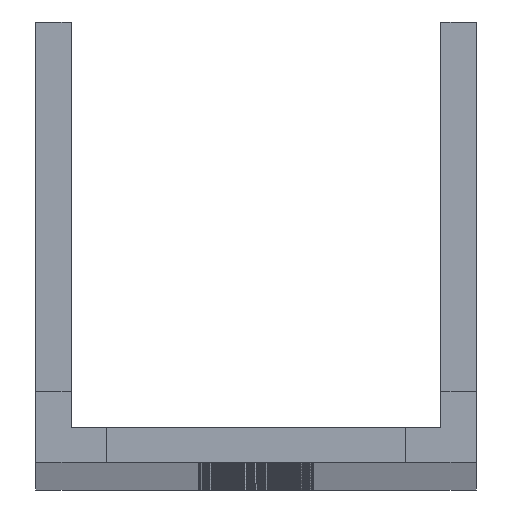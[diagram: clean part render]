
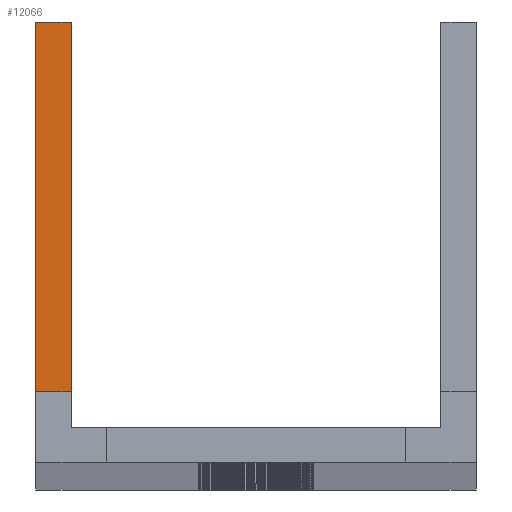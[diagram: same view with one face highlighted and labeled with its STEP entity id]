
A CAD part, top view. The second image highlights one B-rep face of the part: STEP entity #12066.
In plain terms, the highlighted planar face has unit normal (0, 0, 1).
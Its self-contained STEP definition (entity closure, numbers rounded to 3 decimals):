
#1461=FACE_OUTER_BOUND('',#2244,.T.);
#2244=EDGE_LOOP('',(#9902,#9903,#9904,#9905));
#2775=LINE('',#17838,#3903);
#2870=LINE('',#18207,#3998);
#2875=LINE('',#18216,#4003);
#3416=LINE('',#19658,#4544);
#3903=VECTOR('',#14225,10.);
#3998=VECTOR('',#14502,10.);
#4003=VECTOR('',#14509,10.);
#4544=VECTOR('',#16132,10.);
#5297=VERTEX_POINT('',#17835);
#5298=VERTEX_POINT('',#17837);
#5481=VERTEX_POINT('',#18205);
#5484=VERTEX_POINT('',#18214);
#6413=EDGE_CURVE('',#5298,#5297,#2775,.T.);
#6598=EDGE_CURVE('',#5297,#5481,#2870,.T.);
#6603=EDGE_CURVE('',#5481,#5484,#2875,.T.);
#7324=EDGE_CURVE('',#5484,#5298,#3416,.T.);
#9902=ORIENTED_EDGE('',*,*,#6598,.T.);
#9903=ORIENTED_EDGE('',*,*,#6603,.T.);
#9904=ORIENTED_EDGE('',*,*,#7324,.T.);
#9905=ORIENTED_EDGE('',*,*,#6413,.T.);
#11039=PLANE('',#13187);
#12066=ADVANCED_FACE('',(#1461),#11039,.T.);
#13187=AXIS2_PLACEMENT_3D('',#19657,#16130,#16131);
#14225=DIRECTION('',(0.,-1.,0.));
#14502=DIRECTION('',(1.,0.,0.));
#14509=DIRECTION('',(0.,1.,0.));
#16130=DIRECTION('center_axis',(0.,0.,1.));
#16131=DIRECTION('ref_axis',(1.,0.,0.));
#16132=DIRECTION('',(-1.,0.,0.));
#17835=CARTESIAN_POINT('',(-50.,8.,0.));
#17837=CARTESIAN_POINT('',(-50.,50.,0.));
#17838=CARTESIAN_POINT('',(-50.,-1.048,0.));
#18205=CARTESIAN_POINT('',(-46.,8.,0.));
#18207=CARTESIAN_POINT('',(-46.88,8.,0.));
#18214=CARTESIAN_POINT('',(-46.,50.,0.));
#18216=CARTESIAN_POINT('',(-46.,-1.048,0.));
#19657=CARTESIAN_POINT('Origin',(-50.,8.,0.));
#19658=CARTESIAN_POINT('',(-46.,50.,0.));
